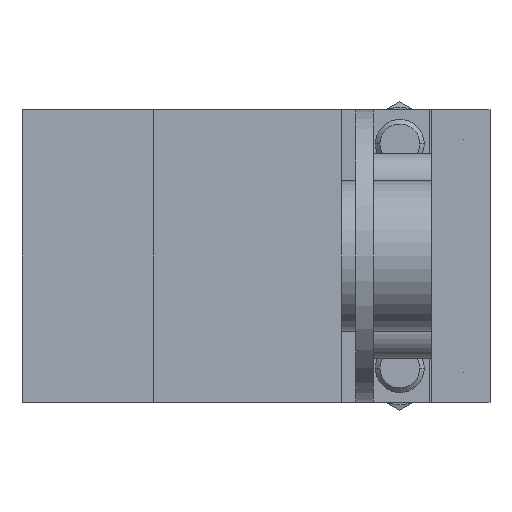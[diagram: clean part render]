
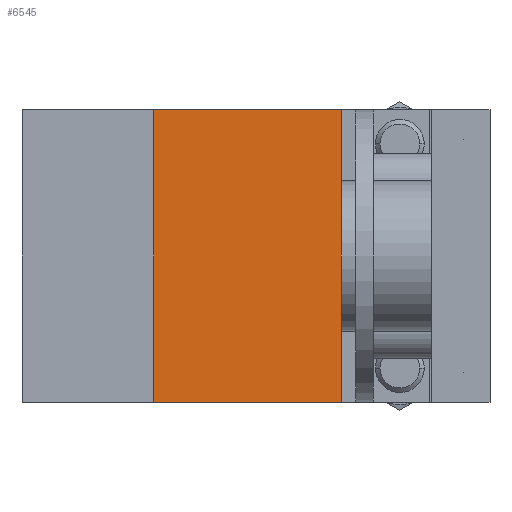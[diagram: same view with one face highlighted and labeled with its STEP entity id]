
A CAD part, left-side view. The second image highlights one B-rep face of the part: STEP entity #6545.
In plain terms, the highlighted face is planar.
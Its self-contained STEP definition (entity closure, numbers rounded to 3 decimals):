
#5842=CARTESIAN_POINT('',(115.0,27.0,-30.0));
#5843=VERTEX_POINT('',#5842);
#5850=CARTESIAN_POINT('',(115.0,27.0,30.0));
#5851=VERTEX_POINT('',#5850);
#5852=CARTESIAN_POINT('',(115.0,27.0,30.0));
#5853=DIRECTION('',(0.0,0.0,-1.0));
#5854=VECTOR('',#5853,60.0);
#5855=LINE('',#5852,#5854);
#5856=EDGE_CURVE('',#5851,#5843,#5855,.T.);
#6515=CARTESIAN_POINT('',(115.0,25.075,-33.0));
#6516=DIRECTION('',(1.0,0.0,0.0));
#6517=DIRECTION('',(0.0,0.0,-1.0));
#6518=AXIS2_PLACEMENT_3D('',#6515,#6516,#6517);
#6519=PLANE('',#6518);
#6520=CARTESIAN_POINT('',(115.0,65.5,-30.0));
#6521=VERTEX_POINT('',#6520);
#6522=CARTESIAN_POINT('',(115.0,27.0,-30.0));
#6523=DIRECTION('',(0.0,1.0,0.0));
#6524=VECTOR('',#6523,38.5);
#6525=LINE('',#6522,#6524);
#6526=EDGE_CURVE('',#5843,#6521,#6525,.T.);
#6527=ORIENTED_EDGE('',*,*,#6526,.T.);
#6528=CARTESIAN_POINT('',(115.0,65.5,30.0));
#6529=VERTEX_POINT('',#6528);
#6530=CARTESIAN_POINT('',(115.0,65.5,30.0));
#6531=DIRECTION('',(0.0,0.0,-1.0));
#6532=VECTOR('',#6531,60.0);
#6533=LINE('',#6530,#6532);
#6534=EDGE_CURVE('',#6529,#6521,#6533,.T.);
#6535=ORIENTED_EDGE('',*,*,#6534,.F.);
#6536=CARTESIAN_POINT('',(115.0,27.0,30.0));
#6537=DIRECTION('',(0.0,1.0,0.0));
#6538=VECTOR('',#6537,38.5);
#6539=LINE('',#6536,#6538);
#6540=EDGE_CURVE('',#5851,#6529,#6539,.T.);
#6541=ORIENTED_EDGE('',*,*,#6540,.F.);
#6542=ORIENTED_EDGE('',*,*,#5856,.T.);
#6543=EDGE_LOOP('',(#6527,#6535,#6541,#6542));
#6544=FACE_OUTER_BOUND('',#6543,.T.);
#6545=ADVANCED_FACE('',(#6544),#6519,.T.);
